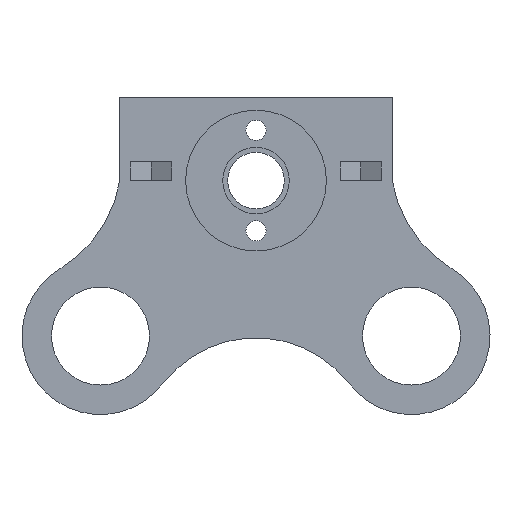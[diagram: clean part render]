
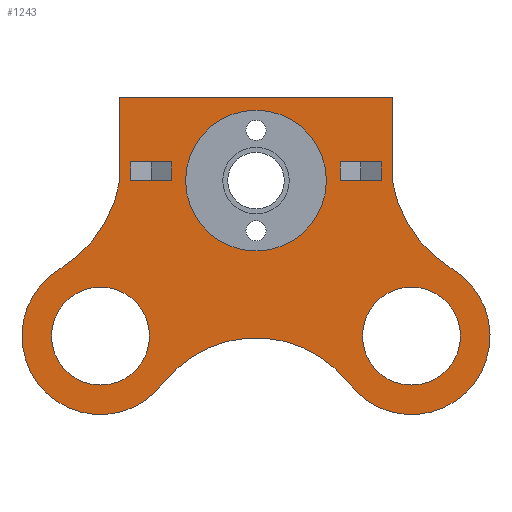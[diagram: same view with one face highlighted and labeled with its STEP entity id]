
A CAD part, front view. The second image highlights one B-rep face of the part: STEP entity #1243.
In plain terms, the highlighted planar face has unit normal (0, -1, 0).
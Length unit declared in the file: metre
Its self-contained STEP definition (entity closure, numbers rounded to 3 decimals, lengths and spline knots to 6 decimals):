
#15=FACE_BOUND('',#192,.T.);
#16=FACE_BOUND('',#193,.T.);
#17=FACE_BOUND('',#194,.T.);
#18=FACE_BOUND('',#195,.T.);
#19=FACE_BOUND('',#196,.T.);
#47=PLANE('',#1370);
#118=FACE_OUTER_BOUND('',#191,.T.);
#191=EDGE_LOOP('',(#939,#940,#941,#942,#943,#944,#945,#946));
#192=EDGE_LOOP('',(#947));
#193=EDGE_LOOP('',(#948,#949,#950,#951));
#194=EDGE_LOOP('',(#952));
#195=EDGE_LOOP('',(#953));
#196=EDGE_LOOP('',(#954,#955,#956,#957));
#298=LINE('',#1919,#425);
#299=LINE('',#1924,#426);
#300=LINE('',#1925,#427);
#301=LINE('',#1928,#428);
#302=LINE('',#1930,#429);
#303=LINE('',#1932,#430);
#304=LINE('',#1933,#431);
#305=LINE('',#1936,#432);
#306=LINE('',#1938,#433);
#307=LINE('',#1940,#434);
#308=LINE('',#1941,#435);
#425=VECTOR('',#1573,1.);
#426=VECTOR('',#1578,1.);
#427=VECTOR('',#1579,1.);
#428=VECTOR('',#1580,1.);
#429=VECTOR('',#1581,1.);
#430=VECTOR('',#1582,1.);
#431=VECTOR('',#1583,1.);
#432=VECTOR('',#1584,1.);
#433=VECTOR('',#1585,1.);
#434=VECTOR('',#1586,1.);
#435=VECTOR('',#1587,1.);
#531=CIRCLE('',#1312,0.0125);
#541=CIRCLE('',#1327,0.0112);
#551=CIRCLE('',#1342,0.0125);
#564=CIRCLE('',#1362,0.0078);
#566=CIRCLE('',#1365,0.0078);
#568=CIRCLE('',#1368,0.020268);
#570=CIRCLE('',#1371,0.018688);
#571=CIRCLE('',#1372,0.020268);
#576=VERTEX_POINT('',#1795);
#577=VERTEX_POINT('',#1797);
#587=VERTEX_POINT('',#1827);
#598=VERTEX_POINT('',#1858);
#599=VERTEX_POINT('',#1860);
#612=VERTEX_POINT('',#1900);
#614=VERTEX_POINT('',#1906);
#616=VERTEX_POINT('',#1912);
#618=VERTEX_POINT('',#1918);
#619=VERTEX_POINT('',#1921);
#620=VERTEX_POINT('',#1923);
#621=VERTEX_POINT('',#1926);
#622=VERTEX_POINT('',#1927);
#623=VERTEX_POINT('',#1929);
#624=VERTEX_POINT('',#1931);
#625=VERTEX_POINT('',#1934);
#626=VERTEX_POINT('',#1935);
#627=VERTEX_POINT('',#1937);
#628=VERTEX_POINT('',#1939);
#690=EDGE_CURVE('',#576,#577,#531,.T.);
#706=EDGE_CURVE('',#587,#587,#541,.T.);
#721=EDGE_CURVE('',#599,#598,#551,.F.);
#741=EDGE_CURVE('',#612,#612,#564,.T.);
#744=EDGE_CURVE('',#614,#614,#566,.T.);
#747=EDGE_CURVE('',#599,#616,#568,.T.);
#750=EDGE_CURVE('',#618,#616,#298,.T.);
#751=EDGE_CURVE('',#598,#577,#570,.F.);
#752=EDGE_CURVE('',#619,#576,#571,.T.);
#753=EDGE_CURVE('',#620,#619,#299,.T.);
#754=EDGE_CURVE('',#618,#620,#300,.T.);
#755=EDGE_CURVE('',#621,#622,#301,.T.);
#756=EDGE_CURVE('',#623,#622,#302,.T.);
#757=EDGE_CURVE('',#623,#624,#303,.T.);
#758=EDGE_CURVE('',#621,#624,#304,.T.);
#759=EDGE_CURVE('',#625,#626,#305,.T.);
#760=EDGE_CURVE('',#625,#627,#306,.T.);
#761=EDGE_CURVE('',#628,#627,#307,.T.);
#762=EDGE_CURVE('',#628,#626,#308,.T.);
#939=ORIENTED_EDGE('',*,*,#750,.T.);
#940=ORIENTED_EDGE('',*,*,#747,.F.);
#941=ORIENTED_EDGE('',*,*,#721,.T.);
#942=ORIENTED_EDGE('',*,*,#751,.T.);
#943=ORIENTED_EDGE('',*,*,#690,.F.);
#944=ORIENTED_EDGE('',*,*,#752,.F.);
#945=ORIENTED_EDGE('',*,*,#753,.F.);
#946=ORIENTED_EDGE('',*,*,#754,.F.);
#947=ORIENTED_EDGE('',*,*,#706,.T.);
#948=ORIENTED_EDGE('',*,*,#755,.T.);
#949=ORIENTED_EDGE('',*,*,#756,.F.);
#950=ORIENTED_EDGE('',*,*,#757,.T.);
#951=ORIENTED_EDGE('',*,*,#758,.F.);
#952=ORIENTED_EDGE('',*,*,#744,.F.);
#953=ORIENTED_EDGE('',*,*,#741,.F.);
#954=ORIENTED_EDGE('',*,*,#759,.F.);
#955=ORIENTED_EDGE('',*,*,#760,.T.);
#956=ORIENTED_EDGE('',*,*,#761,.F.);
#957=ORIENTED_EDGE('',*,*,#762,.T.);
#1243=ADVANCED_FACE('',(#118,#15,#16,#17,#18,#19),#47,.T.);
#1312=AXIS2_PLACEMENT_3D('',#1798,#1434,#1435);
#1327=AXIS2_PLACEMENT_3D('',#1829,#1470,#1471);
#1342=AXIS2_PLACEMENT_3D('',#1861,#1505,#1506);
#1362=AXIS2_PLACEMENT_3D('',#1901,#1552,#1553);
#1365=AXIS2_PLACEMENT_3D('',#1907,#1559,#1560);
#1368=AXIS2_PLACEMENT_3D('',#1913,#1566,#1567);
#1370=AXIS2_PLACEMENT_3D('',#1917,#1571,#1572);
#1371=AXIS2_PLACEMENT_3D('',#1920,#1574,#1575);
#1372=AXIS2_PLACEMENT_3D('',#1922,#1576,#1577);
#1434=DIRECTION('center_axis',(0.,1.,0.));
#1435=DIRECTION('ref_axis',(-1.,0.,0.));
#1470=DIRECTION('center_axis',(0.,1.,0.));
#1471=DIRECTION('ref_axis',(1.,0.,0.));
#1505=DIRECTION('center_axis',(0.,1.,0.));
#1506=DIRECTION('ref_axis',(1.,0.,0.));
#1552=DIRECTION('center_axis',(0.,-1.,0.));
#1553=DIRECTION('ref_axis',(-1.,0.,0.));
#1559=DIRECTION('center_axis',(0.,-1.,0.));
#1560=DIRECTION('ref_axis',(-1.,0.,0.));
#1566=DIRECTION('center_axis',(0.,-1.,0.));
#1567=DIRECTION('ref_axis',(0.517,0.,-0.856));
#1571=DIRECTION('center_axis',(0.,-1.,0.));
#1572=DIRECTION('ref_axis',(0.,0.,
1.));
#1573=DIRECTION('',(0.,0.,-1.));
#1574=DIRECTION('center_axis',(0.,-1.,0.));
#1575=DIRECTION('ref_axis',(-1.,0.,0.));
#1576=DIRECTION('center_axis',(0.,-1.,0.));
#1577=DIRECTION('ref_axis',(-0.517,0.,-0.856));
#1578=DIRECTION('',(0.,0.,-1.));
#1579=DIRECTION('',(1.,0.,0.));
#1580=DIRECTION('',(-1.,0.,0.));
#1581=DIRECTION('',(0.,0.,-1.));
#1582=DIRECTION('',(1.,0.,0.));
#1583=DIRECTION('',(0.,0.,1.));
#1584=DIRECTION('',(0.,0.,1.));
#1585=DIRECTION('',(-1.,0.,0.));
#1586=DIRECTION('',(0.,0.,-1.));
#1587=DIRECTION('',(1.,0.,0.));
#1795=CARTESIAN_POINT('',(0.027624,0.260478,-0.001047));
#1797=CARTESIAN_POINT('',(0.011241,0.260478,-0.019351));
#1798=CARTESIAN_POINT('Origin',(0.021162,0.260478,-0.011747));
#1827=CARTESIAN_POINT('',(-0.01479,0.260478,0.013));
#1829=CARTESIAN_POINT('Origin',(-0.00359,0.260478,
0.013));
#1858=CARTESIAN_POINT('',(-0.018422,0.260478,-0.019351));
#1860=CARTESIAN_POINT('',(-0.034803,0.260478,-0.001046));
#1861=CARTESIAN_POINT('Origin',(-0.028342,0.260478,-0.011747));
#1900=CARTESIAN_POINT('',(-0.020542,0.260478,-0.011747));
#1901=CARTESIAN_POINT('Origin',(-0.028342,0.260478,-0.011747));
#1906=CARTESIAN_POINT('',(0.028962,0.260478,-0.011747));
#1907=CARTESIAN_POINT('Origin',(0.021162,0.260478,-0.011747));
#1912=CARTESIAN_POINT('',(-0.025263,0.260478,0.013123));
#1913=CARTESIAN_POINT('Origin',(-0.045279,0.260478,0.016305));
#1917=CARTESIAN_POINT('Origin',(-0.000447,0.260478,
0.015828));
#1918=CARTESIAN_POINT('',(-0.025263,0.260478,0.0262));
#1919=CARTESIAN_POINT('',(-0.025263,0.260478,0.0262));
#1920=CARTESIAN_POINT('Origin',(-0.00359,0.260478,
-0.030721));
#1921=CARTESIAN_POINT('',(0.018086,0.260478,0.013122));
#1922=CARTESIAN_POINT('Origin',(0.038102,0.260478,0.016302));
#1923=CARTESIAN_POINT('',(0.018086,0.260478,0.0262));
#1924=CARTESIAN_POINT('',(0.018086,0.260478,0.0262));
#1925=CARTESIAN_POINT('',(0.00841,0.260478,0.0262));
#1926=CARTESIAN_POINT('',(-0.016962,0.260478,0.013));
#1927=CARTESIAN_POINT('',(-0.023562,0.260478,0.013));
#1928=CARTESIAN_POINT('',(-0.010339,0.260478,0.013));
#1929=CARTESIAN_POINT('',(-0.023562,0.260478,0.016));
#1930=CARTESIAN_POINT('',(-0.023562,0.260478,0.00735));
#1931=CARTESIAN_POINT('',(-0.016962,0.260478,0.016));
#1932=CARTESIAN_POINT('',(-0.00359,0.260478,0.016));
#1933=CARTESIAN_POINT('',(-0.016962,0.260478,0.00735));
#1934=CARTESIAN_POINT('',(0.016385,0.260478,0.013));
#1935=CARTESIAN_POINT('',(0.016385,0.260478,0.016));
#1936=CARTESIAN_POINT('',(0.016385,0.260478,0.00735));
#1937=CARTESIAN_POINT('',(0.009785,0.260478,0.013));
#1938=CARTESIAN_POINT('',(0.006302,0.260478,0.013));
#1939=CARTESIAN_POINT('',(0.009785,0.260478,0.016));
#1940=CARTESIAN_POINT('',(0.009785,0.260478,0.00735));
#1941=CARTESIAN_POINT('',(-0.00359,0.260478,0.016));
